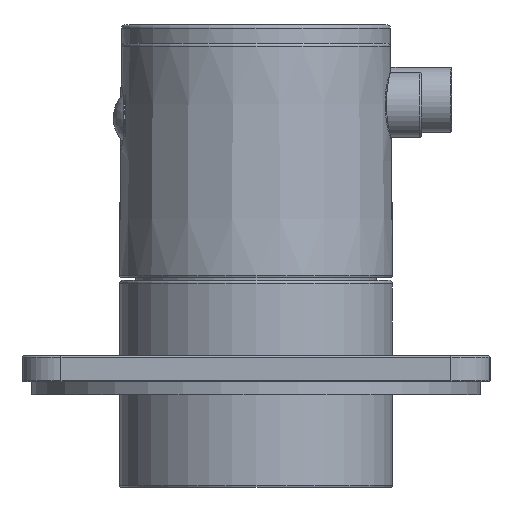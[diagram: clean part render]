
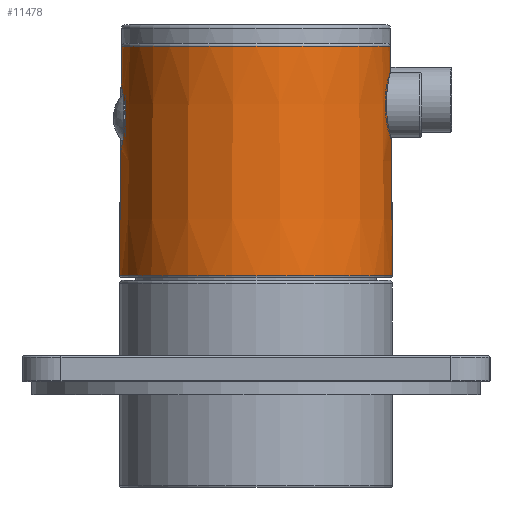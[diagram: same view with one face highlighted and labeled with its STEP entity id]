
A CAD part, left-side view. The second image highlights one B-rep face of the part: STEP entity #11478.
In plain terms, the highlighted conical face has half-angle 0.5 degrees and reference radius 0 mm.
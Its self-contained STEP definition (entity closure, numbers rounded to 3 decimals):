
#62=CONICAL_SURFACE('',#14212,0.,0.009);
#1892=B_SPLINE_CURVE_WITH_KNOTS('',3,(#21459,#21460,#21461,#21462,#21463,
#21464,#21465,#21466,#21467,#21468,#21469,#21470,#21471,#21472,#21473,#21474,
#21475,#21476,#21477),.UNSPECIFIED.,.T.,.F.,(1,1,1,1,1,1,1,1,1,1,1,1,1,
1,1,1,1,1,1,1,1,1,1),(-0.006,-0.004,-0.002,
0.,0.002,0.004,0.006,
0.008,0.011,0.013,0.015,
0.017,0.019,0.021,0.023,
0.025,0.027,0.03,0.032,
0.034,0.036,0.038,0.04),
 .UNSPECIFIED.);
#1893=B_SPLINE_CURVE_WITH_KNOTS('',3,(#21483,#21484,#21485,#21486,#21487,
#21488,#21489,#21490,#21491,#21492,#21493,#21494,#21495,#21496,#21497,#21498,
#21499,#21500,#21501),.UNSPECIFIED.,.T.,.F.,(1,1,1,1,1,1,1,1,1,1,1,1,1,
1,1,1,1,1,1,1,1,1,1),(0.01,0.012,0.014,
0.016,0.018,0.02,0.022,
0.024,0.026,0.028,0.03,
0.032,0.034,0.036,0.038,
0.04,0.042,0.044,0.046,
0.048,0.05,0.052,0.054),
 .UNSPECIFIED.);
#4124=ORIENTED_EDGE('',*,*,#6425,.T.);
#4125=ORIENTED_EDGE('',*,*,#6426,.T.);
#4126=ORIENTED_EDGE('',*,*,#6427,.F.);
#4127=ORIENTED_EDGE('',*,*,#6428,.F.);
#6425=EDGE_CURVE('',#7690,#7690,#1892,.T.);
#6426=EDGE_CURVE('',#7691,#7691,#8430,.T.);
#6427=EDGE_CURVE('',#7692,#7692,#8431,.F.);
#6428=EDGE_CURVE('',#7693,#7693,#1893,.F.);
#7690=VERTEX_POINT('',#21478);
#7691=VERTEX_POINT('',#21480);
#7692=VERTEX_POINT('',#21482);
#7693=VERTEX_POINT('',#21502);
#8430=CIRCLE('',#14213,20.998);
#8431=CIRCLE('',#14214,20.69);
#9232=EDGE_LOOP('',(#4124));
#9233=EDGE_LOOP('',(#4125));
#9234=EDGE_LOOP('',(#4126));
#9235=EDGE_LOOP('',(#4127));
#10353=FACE_BOUND('',#9232,.T.);
#10354=FACE_BOUND('',#9233,.T.);
#10355=FACE_BOUND('',#9234,.T.);
#10356=FACE_BOUND('',#9235,.T.);
#11478=ADVANCED_FACE('',(#10353,#10354,#10355,#10356),#62,.T.);
#14212=AXIS2_PLACEMENT_3D('',#21458,#16531,#16532);
#14213=AXIS2_PLACEMENT_3D('',#21479,#16533,#16534);
#14214=AXIS2_PLACEMENT_3D('',#21481,#16535,#16536);
#16531=DIRECTION('',(0.,-1.,0.));
#16532=DIRECTION('',(0.,0.,-1.));
#16533=DIRECTION('',(0.,1.,0.));
#16534=DIRECTION('',(0.,0.,1.));
#16535=DIRECTION('',(0.,-1.,0.));
#16536=DIRECTION('',(0.,0.,-1.));
#21458=CARTESIAN_POINT('',(0.,2406.362,0.));
#21459=CARTESIAN_POINT('',(-2.103,31.524,20.65));
#21460=CARTESIAN_POINT('',(-0.001,31.941,20.759));
#21461=CARTESIAN_POINT('',(2.106,31.523,20.65));
#21462=CARTESIAN_POINT('',(3.875,30.352,20.389));
#21463=CARTESIAN_POINT('',(5.069,28.595,20.127));
#21464=CARTESIAN_POINT('',(5.494,26.493,20.028));
#21465=CARTESIAN_POINT('',(5.064,24.397,20.166));
#21466=CARTESIAN_POINT('',(3.869,22.647,20.458));
#21467=CARTESIAN_POINT('',(2.103,21.48,20.738));
#21468=CARTESIAN_POINT('',(-0.004,21.063,20.854));
#21469=CARTESIAN_POINT('',(-2.102,21.48,20.738));
#21470=CARTESIAN_POINT('',(-3.872,22.649,20.458));
#21471=CARTESIAN_POINT('',(-5.064,24.4,20.166));
#21472=CARTESIAN_POINT('',(-5.494,26.493,20.028));
#21473=CARTESIAN_POINT('',(-5.07,28.593,20.127));
#21474=CARTESIAN_POINT('',(-3.873,30.354,20.389));
#21475=CARTESIAN_POINT('',(-2.103,31.524,20.65));
#21476=CARTESIAN_POINT('',(-0.001,31.941,20.759));
#21477=CARTESIAN_POINT('',(2.106,31.523,20.65));
#21478=CARTESIAN_POINT('',(0.,31.802,20.722));
#21479=CARTESIAN_POINT('',(0.,0.202,0.));
#21480=CARTESIAN_POINT('',(0.,0.202,20.998));
#21481=CARTESIAN_POINT('',(0.,35.504,0.));
#21482=CARTESIAN_POINT('',(0.,35.504,-20.69));
#21483=CARTESIAN_POINT('',(-4.754,26.687,-20.221));
#21484=CARTESIAN_POINT('',(-5.232,24.686,-20.115));
#21485=CARTESIAN_POINT('',(-4.9,22.664,-20.221));
#21486=CARTESIAN_POINT('',(-3.829,20.937,-20.478));
#21487=CARTESIAN_POINT('',(-2.189,19.747,-20.74));
#21488=CARTESIAN_POINT('',(-0.189,19.268,-20.865));
#21489=CARTESIAN_POINT('',(1.834,19.599,-20.778));
#21490=CARTESIAN_POINT('',(3.562,20.67,-20.531));
#21491=CARTESIAN_POINT('',(4.752,22.31,-20.261));
#21492=CARTESIAN_POINT('',(5.231,24.303,-20.118));
#21493=CARTESIAN_POINT('',(4.903,26.329,-20.187));
#21494=CARTESIAN_POINT('',(3.832,28.061,-20.414));
#21495=CARTESIAN_POINT('',(2.188,29.253,-20.657));
#21496=CARTESIAN_POINT('',(0.193,29.731,-20.774));
#21497=CARTESIAN_POINT('',(-1.832,29.402,-20.692));
#21498=CARTESIAN_POINT('',(-3.563,28.329,-20.463));
#21499=CARTESIAN_POINT('',(-4.754,26.687,-20.221));
#21500=CARTESIAN_POINT('',(-5.232,24.686,-20.115));
#21501=CARTESIAN_POINT('',(-4.9,22.664,-20.221));
#21502=CARTESIAN_POINT('',(-5.097,24.683,-20.15));
